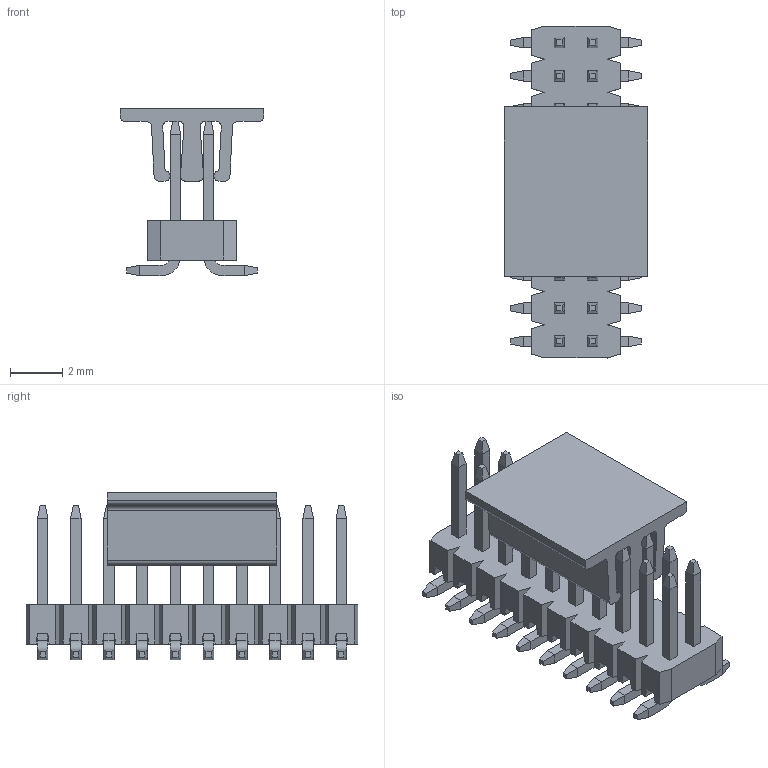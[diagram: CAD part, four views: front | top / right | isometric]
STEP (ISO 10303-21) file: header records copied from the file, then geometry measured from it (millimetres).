
FILE_DESCRIPTION(/* description */ ('Unknown'),/* implementation_level */ '2;1');
FILE_NAME(/* name */ 'J_Wurth_WR-PHD_62132021021',/* time_stamp */ '2025-04-29T15:55:34+08:00',/* author */ ('Unknown'),/* organization */ ('Unknown'),/* preprocessor_version */ 'ST-DEVELOPER v19.4',/* originating_system */ 'Solid Edge',/* authorisation */ 'Unknown');
FILE_SCHEMA (('AUTOMOTIVE_DESIGN {1 0 10303 214 3 1 1}'));
Length unit declared in the file: millimetre
Products named in the file (2): J_Wurth_WR-PHD_62132021021
Assembly tree (1 placements, depth 2):
  J_Wurth_WR-PHD_62132021021
    J_Wurth_WR-PHD_62132021021
Bounding box: 5.5 x 12.7 x 6.41 mm (x, y, z)
Volume: 119.3 mm3; surface area: 527 mm2
Topology: 1 solids, 1 shells, 604 faces, 1700 edges, 1064 vertices
Faces by surface type: plane 550, cylinder 54
Entity records: 23364 total; most frequent: CARTESIAN_POINT 3430, ORIENTED_EDGE 3400, DIRECTION 3024, EDGE_CURVE 1700, LINE 1548, VECTOR 1548, VERTEX_POINT 1064, AXIS2_PLACEMENT_3D 738
